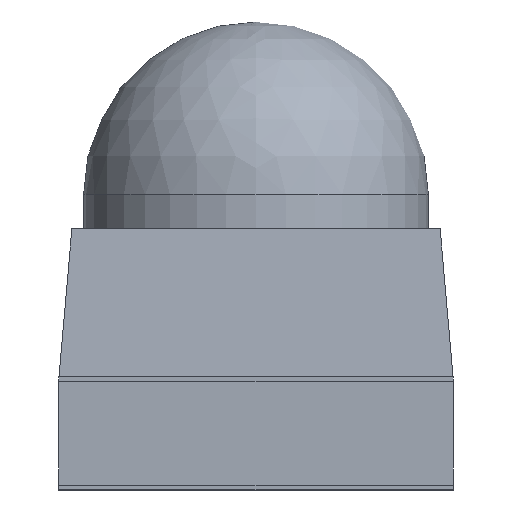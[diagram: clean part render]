
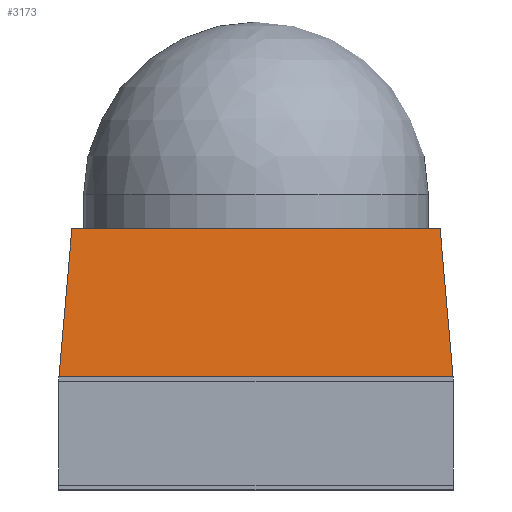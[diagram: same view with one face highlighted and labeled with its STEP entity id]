
A CAD part, front view. The second image highlights one B-rep face of the part: STEP entity #3173.
In plain terms, the highlighted planar face has unit normal (0, -0.996, 0.087).
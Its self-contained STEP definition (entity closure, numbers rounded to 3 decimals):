
#771=ORIENTED_EDGE('',*,*,#1143,.T.);
#772=ORIENTED_EDGE('',*,*,#1144,.F.);
#773=ORIENTED_EDGE('',*,*,#1145,.F.);
#774=ORIENTED_EDGE('',*,*,#1140,.T.);
#1140=EDGE_CURVE('',#1381,#1380,#1711,.T.);
#1143=EDGE_CURVE('',#1380,#1383,#1714,.F.);
#1144=EDGE_CURVE('',#1384,#1383,#1715,.T.);
#1145=EDGE_CURVE('',#1381,#1384,#1716,.F.);
#1380=VERTEX_POINT('',#4734);
#1381=VERTEX_POINT('',#4736);
#1383=VERTEX_POINT('',#4742);
#1384=VERTEX_POINT('',#4744);
#1711=LINE('',#4735,#2044);
#1714=LINE('',#4741,#2047);
#1715=LINE('',#4743,#2048);
#1716=LINE('',#4745,#2049);
#2044=VECTOR('',#3999,1000.);
#2047=VECTOR('',#4004,1000.);
#2048=VECTOR('',#4005,1000.);
#2049=VECTOR('',#4006,1000.);
#2184=EDGE_LOOP('',(#771,#772,#773,#774));
#2322=FACE_BOUND('',#2184,.T.);
#2449=PLANE('',#3357);
#3173=ADVANCED_FACE('',(#2322),#2449,.T.);
#3357=AXIS2_PLACEMENT_3D('',#4740,#4002,#4003);
#3999=DIRECTION('',(-0.087,-0.087,-0.992));
#4002=DIRECTION('',(0.,-0.996,0.087));
#4003=DIRECTION('',(0.,-0.087,-0.996));
#4004=DIRECTION('',(-1.,0.,0.));
#4005=DIRECTION('',(0.087,-0.087,-0.992));
#4006=DIRECTION('',(-1.,0.,0.));
#4734=CARTESIAN_POINT('',(-0.4,-0.6,0.23));
#4735=CARTESIAN_POINT('',(-0.397,-0.597,0.264));
#4736=CARTESIAN_POINT('',(-0.374,-0.574,0.53));
#4740=CARTESIAN_POINT('',(0.,-0.6,0.23));
#4741=CARTESIAN_POINT('',(0.,-0.6,0.23));
#4742=CARTESIAN_POINT('',(0.4,-0.6,0.23));
#4743=CARTESIAN_POINT('',(0.395,-0.595,0.282));
#4744=CARTESIAN_POINT('',(0.374,-0.574,0.53));
#4745=CARTESIAN_POINT('',(0.,-0.574,0.53));
